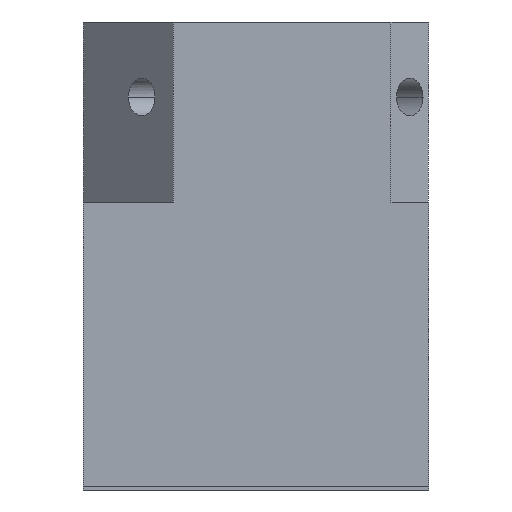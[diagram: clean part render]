
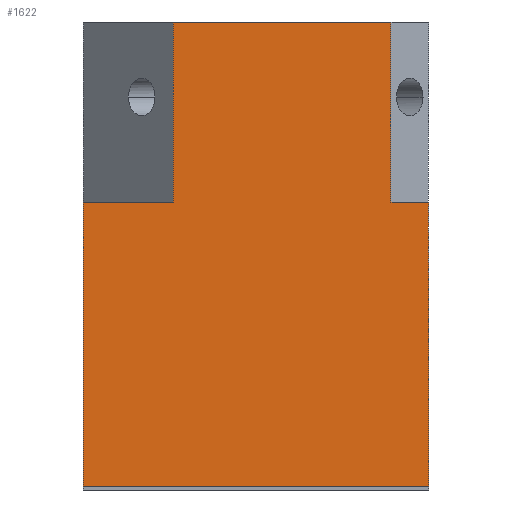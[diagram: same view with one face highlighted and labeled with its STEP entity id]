
A CAD part, front view. The second image highlights one B-rep face of the part: STEP entity #1622.
In plain terms, the highlighted planar face has unit normal (0, -1, 0).
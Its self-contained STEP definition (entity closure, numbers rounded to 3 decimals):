
#9 = VERTEX_POINT ( 'NONE', #658 ) ;
#37 = ORIENTED_EDGE ( 'NONE', *, *, #1068, .T. ) ;
#68 = VERTEX_POINT ( 'NONE', #340 ) ;
#72 = VECTOR ( 'NONE', #1214, 1000. ) ;
#74 = CARTESIAN_POINT ( 'NONE',  ( -11.5, -10., 15.5 ) ) ;
#83 = CARTESIAN_POINT ( 'NONE',  ( 11.5, -10., 15.5 ) ) ;
#126 = EDGE_LOOP ( 'NONE', ( #474, #311, #857, #561, #926, #37, #985, #131 ) ) ;
#131 = ORIENTED_EDGE ( 'NONE', *, *, #1553, .F. ) ;
#255 = PLANE ( 'NONE',  #1867 ) ;
#298 = LINE ( 'NONE', #1718, #1826 ) ;
#311 = ORIENTED_EDGE ( 'NONE', *, *, #1862, .T. ) ;
#322 = DIRECTION ( 'NONE',  ( -1., 0., 0. ) ) ;
#326 = CARTESIAN_POINT ( 'NONE',  ( -11.5, -10., 3.5 ) ) ;
#340 = CARTESIAN_POINT ( 'NONE',  ( 11.5, -10., 3.5 ) ) ;
#359 = CARTESIAN_POINT ( 'NONE',  ( -11.5, -10., -15.5 ) ) ;
#366 = CARTESIAN_POINT ( 'NONE',  ( -11.5, -10., 15.5 ) ) ;
#474 = ORIENTED_EDGE ( 'NONE', *, *, #1668, .F. ) ;
#518 = DIRECTION ( 'NONE',  ( 0., 0., -1. ) ) ;
#522 = VERTEX_POINT ( 'NONE', #1208 ) ;
#561 = ORIENTED_EDGE ( 'NONE', *, *, #977, .T. ) ;
#600 = VECTOR ( 'NONE', #1566, 1000. ) ;
#651 = LINE ( 'NONE', #1863, #600 ) ;
#658 = CARTESIAN_POINT ( 'NONE',  ( 9., -10., 15.5 ) ) ;
#716 = CARTESIAN_POINT ( 'NONE',  ( -11.5, -10., 15.5 ) ) ;
#763 = CARTESIAN_POINT ( 'NONE',  ( -5.5, -10., 3.5 ) ) ;
#770 = DIRECTION ( 'NONE',  ( 0., 0., 1. ) ) ;
#809 = VERTEX_POINT ( 'NONE', #359 ) ;
#857 = ORIENTED_EDGE ( 'NONE', *, *, #1099, .T. ) ;
#926 = ORIENTED_EDGE ( 'NONE', *, *, #1392, .F. ) ;
#945 = VECTOR ( 'NONE', #1953, 1000. ) ;
#967 = EDGE_CURVE ( 'NONE', #522, #9, #651, .T. ) ;
#975 = VECTOR ( 'NONE', #322, 1000. ) ;
#977 = EDGE_CURVE ( 'NONE', #809, #1841, #298, .T. ) ;
#985 = ORIENTED_EDGE ( 'NONE', *, *, #967, .T. ) ;
#1068 = EDGE_CURVE ( 'NONE', #68, #522, #1769, .T. ) ;
#1099 = EDGE_CURVE ( 'NONE', #2003, #809, #1362, .T. ) ;
#1131 = DIRECTION ( 'NONE',  ( 0., 0., 1. ) ) ;
#1156 = CARTESIAN_POINT ( 'NONE',  ( 9., -10., 3.5 ) ) ;
#1179 = DIRECTION ( 'NONE',  ( 0., 1., 0. ) ) ;
#1208 = CARTESIAN_POINT ( 'NONE',  ( 9., -10., 3.5 ) ) ;
#1214 = DIRECTION ( 'NONE',  ( 1., 0., 0. ) ) ;
#1243 = LINE ( 'NONE', #326, #2030 ) ;
#1250 = VERTEX_POINT ( 'NONE', #763 ) ;
#1292 = CARTESIAN_POINT ( 'NONE',  ( 11.5, -10., -15.5 ) ) ;
#1302 = DIRECTION ( 'NONE',  ( -1., 0., 0. ) ) ;
#1328 = LINE ( 'NONE', #74, #72 ) ;
#1362 = LINE ( 'NONE', #366, #1724 ) ;
#1392 = EDGE_CURVE ( 'NONE', #68, #1841, #1798, .T. ) ;
#1414 = CARTESIAN_POINT ( 'NONE',  ( -5.5, -10., 3.5 ) ) ;
#1451 = VERTEX_POINT ( 'NONE', #1839 ) ;
#1551 = DIRECTION ( 'NONE',  ( 1., 0., 0. ) ) ;
#1553 = EDGE_CURVE ( 'NONE', #1451, #9, #1328, .T. ) ;
#1566 = DIRECTION ( 'NONE',  ( 0., 0., 1. ) ) ;
#1622 = ADVANCED_FACE ( 'NONE', ( #1707 ), #255, .F. ) ;
#1668 = EDGE_CURVE ( 'NONE', #1250, #1451, #1964, .T. ) ;
#1707 = FACE_OUTER_BOUND ( 'NONE', #126, .T. ) ;
#1718 = CARTESIAN_POINT ( 'NONE',  ( -11.5, -10., -15.5 ) ) ;
#1724 = VECTOR ( 'NONE', #518, 1000. ) ;
#1769 = LINE ( 'NONE', #1156, #975 ) ;
#1798 = LINE ( 'NONE', #83, #945 ) ;
#1826 = VECTOR ( 'NONE', #1551, 1000. ) ;
#1839 = CARTESIAN_POINT ( 'NONE',  ( -5.5, -10., 15.5 ) ) ;
#1841 = VERTEX_POINT ( 'NONE', #1292 ) ;
#1862 = EDGE_CURVE ( 'NONE', #1250, #2003, #1243, .T. ) ;
#1863 = CARTESIAN_POINT ( 'NONE',  ( 9., -10., 3.5 ) ) ;
#1867 = AXIS2_PLACEMENT_3D ( 'NONE', #716, #1179, #1131 ) ;
#1882 = CARTESIAN_POINT ( 'NONE',  ( -11.5, -10., 3.5 ) ) ;
#1911 = VECTOR ( 'NONE', #770, 1000. ) ;
#1953 = DIRECTION ( 'NONE',  ( 0., 0., -1. ) ) ;
#1964 = LINE ( 'NONE', #1414, #1911 ) ;
#2003 = VERTEX_POINT ( 'NONE', #1882 ) ;
#2030 = VECTOR ( 'NONE', #1302, 1000. ) ;
